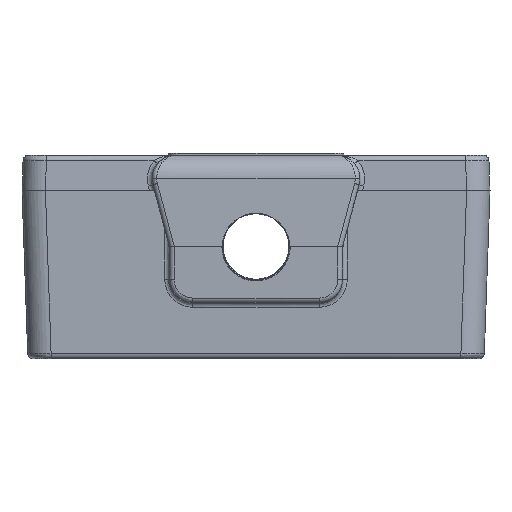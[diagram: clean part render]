
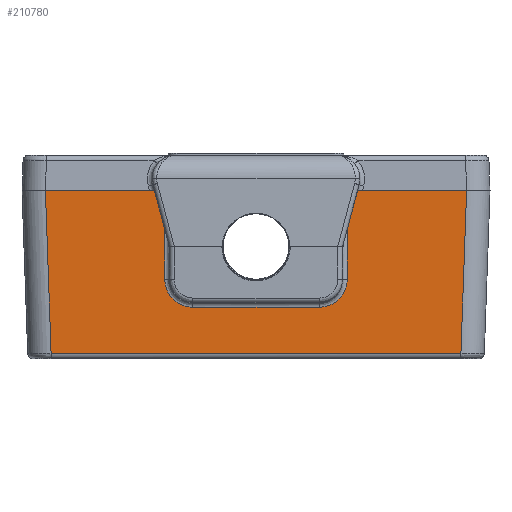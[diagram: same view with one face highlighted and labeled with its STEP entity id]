
A CAD part, left-side view. The second image highlights one B-rep face of the part: STEP entity #210780.
In plain terms, the highlighted planar face has unit normal (-1, 0, -0.018).
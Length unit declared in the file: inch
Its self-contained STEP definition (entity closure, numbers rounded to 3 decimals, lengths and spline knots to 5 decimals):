
#3957 = DIRECTION ( 'NONE',  ( 0.017, 0., -1. ) ) ;
#4666 = CARTESIAN_POINT ( 'NONE',  ( -2.25161, -0.4875, -0.91765 ) ) ;
#7828 = ORIENTED_EDGE ( 'NONE', *, *, #71770, .F. ) ;
#8443 = VERTEX_POINT ( 'NONE', #109412 ) ;
#8885 = VERTEX_POINT ( 'NONE', #187990 ) ;
#10690 = CARTESIAN_POINT ( 'NONE',  ( -2.26417, -0.37677, -0.19816 ) ) ;
#15005 = CARTESIAN_POINT ( 'NONE',  ( -2.2654, 0.46861, -0.12763 ) ) ;
#16042 = B_SPLINE_CURVE_WITH_KNOTS ( 'NONE', 3,
 ( #121566, #192909, #175364, #15005, #86441, #57055, #178802, #200964, #126190, #92250 ),
 .UNSPECIFIED., .F., .F.,
 ( 4, 2, 2, 2, 4 ),
 ( 0., 0.25, 0.5, 0.75, 1. ),
 .UNSPECIFIED. ) ;
#22341 = LINE ( 'NONE', #148755, #192521 ) ;
#26222 = VECTOR ( 'NONE', #30904, 39.37008 ) ;
#26989 = CARTESIAN_POINT ( 'NONE',  ( -2.25161, -1.375, -0.91765 ) ) ;
#30595 = CARTESIAN_POINT ( 'NONE',  ( -2.26637, -0.4875, -0.0717 ) ) ;
#30904 = DIRECTION ( 'NONE',  ( 0., -1., 0. ) ) ;
#31766 = CARTESIAN_POINT ( 'NONE',  ( -2.26672, -0.4875, -0.05206 ) ) ;
#35641 = CARTESIAN_POINT ( 'NONE',  ( -2.275, -0.4875, 0.4225 ) ) ;
#43481 = ORIENTED_EDGE ( 'NONE', *, *, #182953, .F. ) ;
#43714 = VERTEX_POINT ( 'NONE', #35641 ) ;
#46905 = CARTESIAN_POINT ( 'NONE',  ( -2.275, -1.375, 0.4225 ) ) ;
#50794 = LINE ( 'NONE', #122225, #26222 ) ;
#57055 = CARTESIAN_POINT ( 'NONE',  ( -2.26462, 0.42968, -0.17202 ) ) ;
#58016 = LINE ( 'NONE', #108418, #195332 ) ;
#61343 = DIRECTION ( 'NONE',  ( 0., 1., 0. ) ) ;
#70866 = VERTEX_POINT ( 'NONE', #80055 ) ;
#71770 = EDGE_CURVE ( 'NONE', #136992, #109328, #99932, .T. ) ;
#71922 = EDGE_CURVE ( 'NONE', #120274, #221766, #118428, .T. ) ;
#75410 = FACE_OUTER_BOUND ( 'NONE', #153111, .T. ) ;
#77223 = ORIENTED_EDGE ( 'NONE', *, *, #95498, .F. ) ;
#80055 = CARTESIAN_POINT ( 'NONE',  ( -2.2641, 0.3375, -0.20206 ) ) ;
#82099 = EDGE_CURVE ( 'NONE', #109328, #120274, #144707, .T. ) ;
#85117 = CARTESIAN_POINT ( 'NONE',  ( -2.2641, -1.375, -0.20206 ) ) ;
#86395 = VERTEX_POINT ( 'NONE', #227647 ) ;
#86441 = CARTESIAN_POINT ( 'NONE',  ( -2.26511, 0.45743, -0.14423 ) ) ;
#92250 = CARTESIAN_POINT ( 'NONE',  ( -2.2641, 0.3375, -0.20206 ) ) ;
#93592 = VERTEX_POINT ( 'NONE', #227110 ) ;
#93713 = LINE ( 'NONE', #4666, #169035 ) ;
#95498 = EDGE_CURVE ( 'NONE', #93592, #136992, #58016, .T. ) ;
#97894 = B_SPLINE_CURVE_WITH_KNOTS ( 'NONE', 3,
 ( #138344, #172240, #10690, #134876, #171071, #119634, #190956, #120789, #30595, #31766 ),
 .UNSPECIFIED., .F., .F.,
 ( 4, 2, 2, 2, 4 ),
 ( 0., 0.25, 0.5, 0.75, 1. ),
 .UNSPECIFIED. ) ;
#99932 = LINE ( 'NONE', #153729, #193761 ) ;
#103320 = VECTOR ( 'NONE', #218414, 39.37008 ) ;
#106151 = AXIS2_PLACEMENT_3D ( 'NONE', #26989, #116040, #3957 ) ;
#106599 = EDGE_CURVE ( 'NONE', #43714, #93592, #50794, .T. ) ;
#108418 = CARTESIAN_POINT ( 'NONE',  ( -2.25184, -1.07867, -0.90408 ) ) ;
#109328 = VERTEX_POINT ( 'NONE', #152702 ) ;
#109412 = CARTESIAN_POINT ( 'NONE',  ( -2.2641, -0.3375, -0.20206 ) ) ;
#110306 = ORIENTED_EDGE ( 'NONE', *, *, #71922, .F. ) ;
#111850 = CARTESIAN_POINT ( 'NONE',  ( -2.275, 1.125, 0.4225 ) ) ;
#113054 = DIRECTION ( 'NONE',  ( 0.017, 0.035, -0.999 ) ) ;
#116040 = DIRECTION ( 'NONE',  ( 1., 0., 0.017 ) ) ;
#118130 = EDGE_CURVE ( 'NONE', #70866, #8443, #191589, .T. ) ;
#118428 = LINE ( 'NONE', #46905, #231434 ) ;
#119634 = CARTESIAN_POINT ( 'NONE',  ( -2.26511, -0.45745, -0.14424 ) ) ;
#120274 = VERTEX_POINT ( 'NONE', #111850 ) ;
#120789 = CARTESIAN_POINT ( 'NONE',  ( -2.26603, -0.4836, -0.09132 ) ) ;
#121566 = CARTESIAN_POINT ( 'NONE',  ( -2.26672, 0.4875, -0.05206 ) ) ;
#122225 = CARTESIAN_POINT ( 'NONE',  ( -2.275, -1.375, 0.4225 ) ) ;
#126190 = CARTESIAN_POINT ( 'NONE',  ( -2.2641, 0.35713, -0.20207 ) ) ;
#127769 = DIRECTION ( 'NONE',  ( 0.017, 0., -1. ) ) ;
#128317 = CARTESIAN_POINT ( 'NONE',  ( -2.2598, 1.0946, -0.44802 ) ) ;
#134876 = CARTESIAN_POINT ( 'NONE',  ( -2.26443, -0.41306, -0.18317 ) ) ;
#136570 = ORIENTED_EDGE ( 'NONE', *, *, #160970, .F. ) ;
#136992 = VERTEX_POINT ( 'NONE', #214405 ) ;
#138344 = CARTESIAN_POINT ( 'NONE',  ( -2.2641, -0.3375, -0.20206 ) ) ;
#144707 = LINE ( 'NONE', #128317, #103320 ) ;
#148755 = CARTESIAN_POINT ( 'NONE',  ( -2.25161, 0.4875, -0.91765 ) ) ;
#149335 = EDGE_CURVE ( 'NONE', #86395, #43714, #93713, .T. ) ;
#152702 = CARTESIAN_POINT ( 'NONE',  ( -2.25977, 1.0946, -0.44802 ) ) ;
#153111 = EDGE_LOOP ( 'NONE', ( #110306, #204930, #7828, #77223, #187260, #199736, #136570, #212792, #210085, #43481 ) ) ;
#153729 = CARTESIAN_POINT ( 'NONE',  ( -2.2598, -0.6875, -0.44802 ) ) ;
#156005 = EDGE_CURVE ( 'NONE', #8885, #70866, #16042, .T. ) ;
#156511 = DIRECTION ( 'NONE',  ( 0., -1., 0. ) ) ;
#160970 = EDGE_CURVE ( 'NONE', #8443, #86395, #97894, .T. ) ;
#166193 = CARTESIAN_POINT ( 'NONE',  ( -2.275, 0.4875, 0.4225 ) ) ;
#169035 = VECTOR ( 'NONE', #218921, 39.37008 ) ;
#169782 = PLANE ( 'NONE',  #106151 ) ;
#169857 = DIRECTION ( 'NONE',  ( 0., -1., 0. ) ) ;
#171071 = CARTESIAN_POINT ( 'NONE',  ( -2.26462, -0.42967, -0.17199 ) ) ;
#172240 = CARTESIAN_POINT ( 'NONE',  ( -2.2641, -0.35714, -0.20203 ) ) ;
#173277 = VECTOR ( 'NONE', #156511, 39.37008 ) ;
#175364 = CARTESIAN_POINT ( 'NONE',  ( -2.26603, 0.4836, -0.09133 ) ) ;
#178802 = CARTESIAN_POINT ( 'NONE',  ( -2.26443, 0.41305, -0.18314 ) ) ;
#182953 = EDGE_CURVE ( 'NONE', #221766, #8885, #22341, .T. ) ;
#187260 = ORIENTED_EDGE ( 'NONE', *, *, #106599, .F. ) ;
#187990 = CARTESIAN_POINT ( 'NONE',  ( -2.26672, 0.4875, -0.05206 ) ) ;
#190956 = CARTESIAN_POINT ( 'NONE',  ( -2.2654, -0.46858, -0.12761 ) ) ;
#191589 = LINE ( 'NONE', #85117, #173277 ) ;
#192521 = VECTOR ( 'NONE', #127769, 39.37008 ) ;
#192909 = CARTESIAN_POINT ( 'NONE',  ( -2.26637, 0.48746, -0.0717 ) ) ;
#193761 = VECTOR ( 'NONE', #61343, 39.37008 ) ;
#195332 = VECTOR ( 'NONE', #113054, 39.37008 ) ;
#199736 = ORIENTED_EDGE ( 'NONE', *, *, #149335, .F. ) ;
#200964 = CARTESIAN_POINT ( 'NONE',  ( -2.26417, 0.37676, -0.19816 ) ) ;
#204930 = ORIENTED_EDGE ( 'NONE', *, *, #82099, .F. ) ;
#210085 = ORIENTED_EDGE ( 'NONE', *, *, #156005, .F. ) ;
#210780 = ADVANCED_FACE ( 'NONE', ( #75410 ), #169782, .F. ) ;
#212792 = ORIENTED_EDGE ( 'NONE', *, *, #118130, .F. ) ;
#214405 = CARTESIAN_POINT ( 'NONE',  ( -2.2598, -1.0946, -0.44802 ) ) ;
#218414 = DIRECTION ( 'NONE',  ( -0.017, 0.035, 0.999 ) ) ;
#218921 = DIRECTION ( 'NONE',  ( -0.017, 0., 1. ) ) ;
#221766 = VERTEX_POINT ( 'NONE', #166193 ) ;
#227110 = CARTESIAN_POINT ( 'NONE',  ( -2.275, -1.125, 0.4225 ) ) ;
#227647 = CARTESIAN_POINT ( 'NONE',  ( -2.26672, -0.4875, -0.05206 ) ) ;
#231434 = VECTOR ( 'NONE', #169857, 39.37008 ) ;
